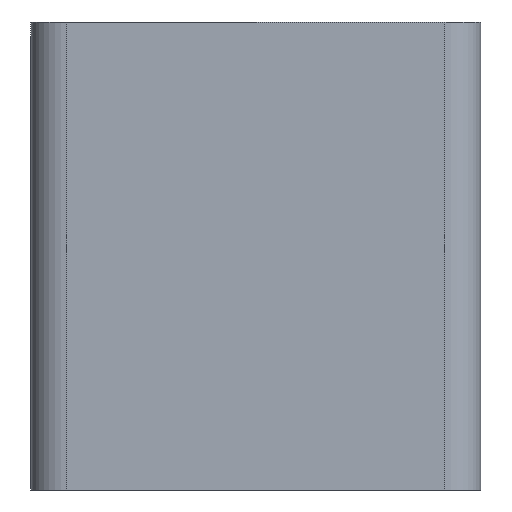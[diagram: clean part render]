
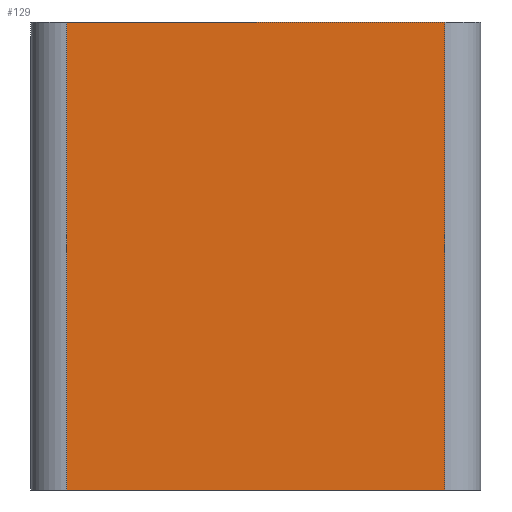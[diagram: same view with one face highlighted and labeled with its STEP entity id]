
A CAD part, left-side view. The second image highlights one B-rep face of the part: STEP entity #129.
In plain terms, the highlighted planar face has unit normal (-1, 0, 0).
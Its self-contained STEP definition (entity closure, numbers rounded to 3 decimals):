
#129=ADVANCED_FACE('',(#1250),#1252,.T.);
#1250=FACE_BOUND('',#1251,.T.);
#1251=EDGE_LOOP('',(#2071,#2072,#2073,#2074));
#1252=PLANE('',#1253);
#1253=AXIS2_PLACEMENT_3D('',#1254,#1255,#1256);
#1254=CARTESIAN_POINT('',(-1.,0.625,0.));
#1255=DIRECTION('',(-1.,0.,0.));
#1256=DIRECTION('',(0.,-1.,0.));
#2071=ORIENTED_EDGE('',*,*,#2963,.T.);
#2072=ORIENTED_EDGE('',*,*,#2961,.F.);
#2073=ORIENTED_EDGE('',*,*,#2964,.F.);
#2074=ORIENTED_EDGE('',*,*,#2952,.T.);
#2952=EDGE_CURVE('',#3318,#3315,#3319,.T.);
#2961=EDGE_CURVE('',#3331,#3328,#3333,.T.);
#2963=EDGE_CURVE('',#3315,#3328,#3335,.T.);
#2964=EDGE_CURVE('',#3318,#3331,#3336,.T.);
#3315=VERTEX_POINT('',#3947);
#3318=VERTEX_POINT('',#3953);
#3319=LINE('',#3954,#3955);
#3328=VERTEX_POINT('',#3976);
#3331=VERTEX_POINT('',#3984);
#3333=LINE('',#3989,#3990);
#3335=LINE('',#3995,#3996);
#3336=LINE('',#3998,#3999);
#3947=CARTESIAN_POINT('',(-1.,-0.525,0.));
#3953=CARTESIAN_POINT('',(-1.,0.525,0.));
#3954=CARTESIAN_POINT('',(-1.,0.525,0.));
#3955=VECTOR('',#3956,1.);
#3956=DIRECTION('',(0.,-1.,0.));
#3976=CARTESIAN_POINT('',(-1.,-0.525,1.3));
#3984=CARTESIAN_POINT('',(-1.,0.525,1.3));
#3989=CARTESIAN_POINT('',(-1.,0.525,1.3));
#3990=VECTOR('',#3991,1.);
#3991=DIRECTION('',(0.,-1.,0.));
#3995=CARTESIAN_POINT('',(-1.,-0.525,0.));
#3996=VECTOR('',#3997,1.);
#3997=DIRECTION('',(0.,0.,1.));
#3998=CARTESIAN_POINT('',(-1.,0.525,0.));
#3999=VECTOR('',#4000,1.);
#4000=DIRECTION('',(0.,0.,1.));
